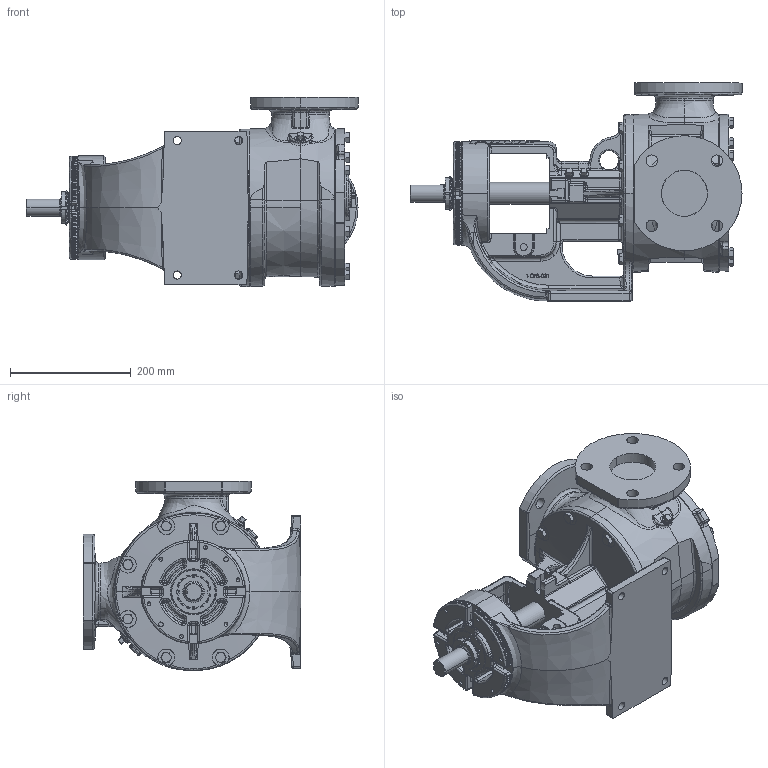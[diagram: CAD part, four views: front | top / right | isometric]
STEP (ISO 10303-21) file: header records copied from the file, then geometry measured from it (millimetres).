
FILE_DESCRIPTION (( 'STEP AP214' ), '1' );
FILE_NAME ('LL123A.STEP', '2016-08-22T21:38:05', ( '' ), ( '' ), 'SwSTEP 2.0', 'SolidWorks 2015', '' );
FILE_SCHEMA (( 'AUTOMOTIVE_DESIGN' ));
Length unit declared in the file: inch
Products named in the file (1): LL123A
Bounding box: 549.15 x 360.43 x 312.98 mm (x, y, z)
Volume: 13810374.4 mm3; surface area: 826437.4 mm2
Topology: 1 solids, 1 shells, 2894 faces, 7382 edges, 4462 vertices
Faces by surface type: plane 870, bspline 822, cone 652, cylinder 550
Entity records: 229125 total; most frequent: CARTESIAN_POINT 128553, ORIENTED_EDGE 14544, DIRECTION 11422, EDGE_CURVE 7272, AXIS2_PLACEMENT_3D 4500, VERTEX_POINT 4462, EDGE_LOOP 3026, DIMENSIONAL_EXPONENTS 2897
